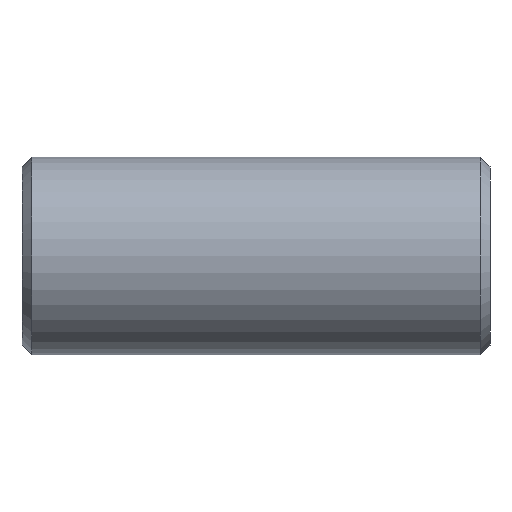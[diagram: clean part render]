
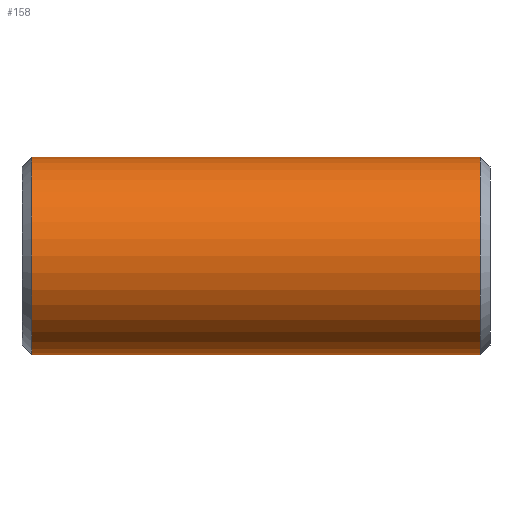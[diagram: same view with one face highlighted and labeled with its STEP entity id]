
A CAD part, front view. The second image highlights one B-rep face of the part: STEP entity #158.
In plain terms, the highlighted cylindrical face has radius 24.13 mm (diameter 48.26 mm), a partial arc.
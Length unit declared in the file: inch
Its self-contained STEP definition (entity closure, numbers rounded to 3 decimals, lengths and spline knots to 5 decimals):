
#14 = VECTOR ( 'NONE', #352, 39.37008 ) ;
#29 = DIRECTION ( 'NONE',  ( -1., 0., 0. ) ) ;
#31 = CARTESIAN_POINT ( 'NONE',  ( 2.25, 0., 0.95 ) ) ;
#63 = CARTESIAN_POINT ( 'NONE',  ( 2.25, 0., -0.95 ) ) ;
#113 = LINE ( 'NONE', #63, #14 ) ;
#115 = VERTEX_POINT ( 'NONE', #335 ) ;
#147 = DIRECTION ( 'NONE',  ( 0., 0., -1. ) ) ;
#158 = ADVANCED_FACE ( 'NONE', ( #480 ), #595, .T. ) ;
#168 = CARTESIAN_POINT ( 'NONE',  ( -2.15633, 0., -0.95 ) ) ;
#181 = ORIENTED_EDGE ( 'NONE', *, *, #564, .F. ) ;
#230 = VECTOR ( 'NONE', #29, 39.37008 ) ;
#238 = VERTEX_POINT ( 'NONE', #168 ) ;
#279 = CIRCLE ( 'NONE', #667, 0.95 ) ;
#287 = DIRECTION ( 'NONE',  ( -1., 0., 0. ) ) ;
#335 = CARTESIAN_POINT ( 'NONE',  ( 2.15633, 0., 0.95 ) ) ;
#350 = ORIENTED_EDGE ( 'NONE', *, *, #680, .T. ) ;
#352 = DIRECTION ( 'NONE',  ( -1., 0., 0. ) ) ;
#355 = VERTEX_POINT ( 'NONE', #766 ) ;
#366 = CARTESIAN_POINT ( 'NONE',  ( 2.25, 0., 0. ) ) ;
#383 = CIRCLE ( 'NONE', #599, 0.95 ) ;
#426 = EDGE_CURVE ( 'NONE', #115, #355, #705, .T. ) ;
#428 = DIRECTION ( 'NONE',  ( 1., 0., 0. ) ) ;
#461 = EDGE_CURVE ( 'NONE', #355, #238, #279, .T. ) ;
#470 = EDGE_LOOP ( 'NONE', ( #181, #350, #556, #535 ) ) ;
#480 = FACE_OUTER_BOUND ( 'NONE', #470, .T. ) ;
#487 = VERTEX_POINT ( 'NONE', #528 ) ;
#528 = CARTESIAN_POINT ( 'NONE',  ( 2.15633, 0., -0.95 ) ) ;
#535 = ORIENTED_EDGE ( 'NONE', *, *, #461, .T. ) ;
#556 = ORIENTED_EDGE ( 'NONE', *, *, #426, .T. ) ;
#564 = EDGE_CURVE ( 'NONE', #487, #238, #113, .T. ) ;
#588 = DIRECTION ( 'NONE',  ( 0., 0., 1. ) ) ;
#595 = CYLINDRICAL_SURFACE ( 'NONE', #618, 0.95 ) ;
#599 = AXIS2_PLACEMENT_3D ( 'NONE', #751, #685, #147 ) ;
#618 = AXIS2_PLACEMENT_3D ( 'NONE', #366, #287, #774 ) ;
#667 = AXIS2_PLACEMENT_3D ( 'NONE', #722, #428, #588 ) ;
#680 = EDGE_CURVE ( 'NONE', #487, #115, #383, .T. ) ;
#685 = DIRECTION ( 'NONE',  ( -1., 0., 0. ) ) ;
#705 = LINE ( 'NONE', #31, #230 ) ;
#722 = CARTESIAN_POINT ( 'NONE',  ( -2.15633, 0., 0. ) ) ;
#751 = CARTESIAN_POINT ( 'NONE',  ( 2.15633, 0., 0. ) ) ;
#766 = CARTESIAN_POINT ( 'NONE',  ( -2.15633, 0., 0.95 ) ) ;
#774 = DIRECTION ( 'NONE',  ( 0., 0., 1. ) ) ;
